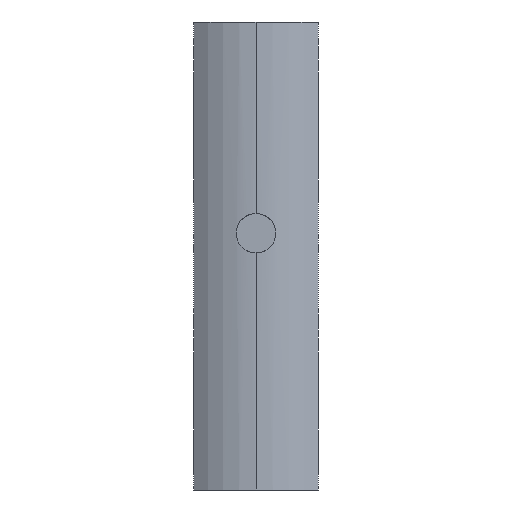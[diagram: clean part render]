
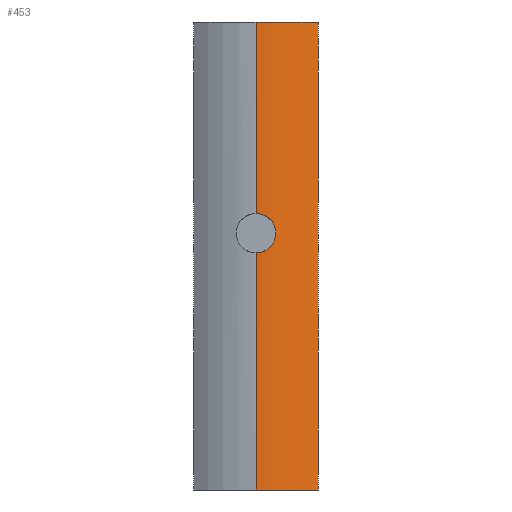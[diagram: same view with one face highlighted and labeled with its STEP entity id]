
A CAD part, left-side view. The second image highlights one B-rep face of the part: STEP entity #453.
In plain terms, the highlighted cylindrical face has radius 50 mm (diameter 100 mm), a partial arc.
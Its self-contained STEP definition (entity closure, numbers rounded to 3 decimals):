
#18 = EDGE_CURVE ( 'NONE', #277, #273, #1103, .T. ) ;
#273 = VERTEX_POINT ( 'NONE', #1736 ) ;
#277 = VERTEX_POINT ( 'NONE', #1727 ) ;
#444 = ORIENTED_EDGE ( 'NONE', *, *, #448, .F. ) ;
#445 = VERTEX_POINT ( 'NONE', #2098 ) ;
#446 = VERTEX_POINT ( 'NONE', #2097 ) ;
#448 = EDGE_CURVE ( 'NONE', #459, #445, #2096, .T. ) ;
#449 = EDGE_CURVE ( 'NONE', #457, #445, #2092, .T. ) ;
#451 = ORIENTED_EDGE ( 'NONE', *, *, #449, .T. ) ;
#452 = EDGE_CURVE ( 'NONE', #446, #459, #2079, .T. ) ;
#453 = ADVANCED_FACE ( 'NONE', ( #2074 ), #2073, .T. ) ;
#455 = ORIENTED_EDGE ( 'NONE', *, *, #452, .F. ) ;
#457 = VERTEX_POINT ( 'NONE', #2127 ) ;
#458 = ORIENTED_EDGE ( 'NONE', *, *, #18, .T. ) ;
#459 = VERTEX_POINT ( 'NONE', #2126 ) ;
#460 = ORIENTED_EDGE ( 'NONE', *, *, #461, .T. ) ;
#461 = EDGE_CURVE ( 'NONE', #273, #457, #2125, .T. ) ;
#463 = ORIENTED_EDGE ( 'NONE', *, *, #470, .T. ) ;
#468 = EDGE_LOOP ( 'NONE', ( #455, #463, #458, #460, #451, #444 ) ) ;
#470 = EDGE_CURVE ( 'NONE', #446, #277, #2116, .T. ) ;
#1093 = CARTESIAN_POINT ( 'NONE',  ( -49.693, -5.537, 131.726 ) ) ;
#1094 = CARTESIAN_POINT ( 'NONE',  ( -49.775, -4.763, 132.243 ) ) ;
#1095 = CARTESIAN_POINT ( 'NONE',  ( -49.825, -4.218, 132.535 ) ) ;
#1096 = CARTESIAN_POINT ( 'NONE',  ( -49.888, -3.356, 132.893 ) ) ;
#1097 = CARTESIAN_POINT ( 'NONE',  ( -49.907, -3.059, 132.999 ) ) ;
#1098 = CARTESIAN_POINT ( 'NONE',  ( -49.94, -2.461, 133.181 ) ) ;
#1099 = CARTESIAN_POINT ( 'NONE',  ( -49.954, -2.16, 133.256 ) ) ;
#1100 = CARTESIAN_POINT ( 'NONE',  ( -49.988, -1.248, 133.438 ) ) ;
#1101 = CARTESIAN_POINT ( 'NONE',  ( -50., -0.629, 133.5 ) ) ;
#1102 = CARTESIAN_POINT ( 'NONE',  ( -50., 0., 133.5 ) ) ;
#1103 = B_SPLINE_CURVE_WITH_KNOTS ( 'NONE', 3,
 ( #1102, #1101, #1100, #1099, #1098, #1097, #1096, #1095, #1094, #1093, #1166, #1165, #1164, #1163, #1162, #1161, #1160, #1159, #1158, #1157, #1156, #1155, #1154, #1153, #1152, #1151, #1150, #1149, #1148, #1147, #1146, #1145, #1144, #1143, #1142, #1141, #1140, #1139, #1138, #1137, #1136, #1135, #1134, #1133, #1132, #1131, #1130, #1129, #1128, #1127 ),
 .UNSPECIFIED., .F., .F.,
 ( 4, 2, 2, 2, 2, 2, 2, 2, 2, 2, 2, 2, 2, 2, 2, 2, 2, 2, 2, 2, 2, 2, 2, 2, 4 ),
 ( 0., 0.002, 0.003, 0.004, 0.006, 0.007, 0.007, 0.009, 0.01, 0.011, 0.012, 0.013, 0.015, 0.017, 0.019, 0.02, 0.02, 0.021, 0.022, 0.024, 0.025, 0.026, 0.028, 0.029, 0.03 ),
 .UNSPECIFIED. ) ;
#1127 = CARTESIAN_POINT ( 'NONE',  ( -50., 0., 114.5 ) ) ;
#1128 = CARTESIAN_POINT ( 'NONE',  ( -50., -0.31, 114.5 ) ) ;
#1129 = CARTESIAN_POINT ( 'NONE',  ( -49.997, -0.621, 114.515 ) ) ;
#1130 = CARTESIAN_POINT ( 'NONE',  ( -49.985, -1.245, 114.577 ) ) ;
#1131 = CARTESIAN_POINT ( 'NONE',  ( -49.977, -1.557, 114.623 ) ) ;
#1132 = CARTESIAN_POINT ( 'NONE',  ( -49.943, -2.472, 114.806 ) ) ;
#1133 = CARTESIAN_POINT ( 'NONE',  ( -49.909, -3.064, 114.986 ) ) ;
#1134 = CARTESIAN_POINT ( 'NONE',  ( -49.846, -3.926, 115.344 ) ) ;
#1135 = CARTESIAN_POINT ( 'NONE',  ( -49.823, -4.21, 115.478 ) ) ;
#1136 = CARTESIAN_POINT ( 'NONE',  ( -49.774, -4.76, 115.773 ) ) ;
#1137 = CARTESIAN_POINT ( 'NONE',  ( -49.747, -5.026, 115.933 ) ) ;
#1138 = CARTESIAN_POINT ( 'NONE',  ( -49.665, -5.797, 116.448 ) ) ;
#1139 = CARTESIAN_POINT ( 'NONE',  ( -49.607, -6.275, 116.84 ) ) ;
#1140 = CARTESIAN_POINT ( 'NONE',  ( -49.517, -6.938, 117.503 ) ) ;
#1141 = CARTESIAN_POINT ( 'NONE',  ( -49.487, -7.148, 117.735 ) ) ;
#1142 = CARTESIAN_POINT ( 'NONE',  ( -49.428, -7.541, 118.214 ) ) ;
#1143 = CARTESIAN_POINT ( 'NONE',  ( -49.4, -7.725, 118.462 ) ) ;
#1144 = CARTESIAN_POINT ( 'NONE',  ( -49.345, -8.069, 118.976 ) ) ;
#1145 = CARTESIAN_POINT ( 'NONE',  ( -49.319, -8.228, 119.241 ) ) ;
#1146 = CARTESIAN_POINT ( 'NONE',  ( -49.269, -8.522, 119.79 ) ) ;
#1147 = CARTESIAN_POINT ( 'NONE',  ( -49.245, -8.657, 120.075 ) ) ;
#1148 = CARTESIAN_POINT ( 'NONE',  ( -49.181, -9.015, 120.939 ) ) ;
#1149 = CARTESIAN_POINT ( 'NONE',  ( -49.147, -9.195, 121.532 ) ) ;
#1150 = CARTESIAN_POINT ( 'NONE',  ( -49.101, -9.438, 122.751 ) ) ;
#1151 = CARTESIAN_POINT ( 'NONE',  ( -49.089, -9.5, 123.382 ) ) ;
#1152 = CARTESIAN_POINT ( 'NONE',  ( -49.089, -9.5, 124.625 ) ) ;
#1153 = CARTESIAN_POINT ( 'NONE',  ( -49.101, -9.439, 125.242 ) ) ;
#1154 = CARTESIAN_POINT ( 'NONE',  ( -49.136, -9.256, 126.163 ) ) ;
#1155 = CARTESIAN_POINT ( 'NONE',  ( -49.15, -9.179, 126.468 ) ) ;
#1156 = CARTESIAN_POINT ( 'NONE',  ( -49.184, -8.998, 127.064 ) ) ;
#1157 = CARTESIAN_POINT ( 'NONE',  ( -49.203, -8.893, 127.355 ) ) ;
#1158 = CARTESIAN_POINT ( 'NONE',  ( -49.245, -8.656, 127.927 ) ) ;
#1159 = CARTESIAN_POINT ( 'NONE',  ( -49.268, -8.524, 128.206 ) ) ;
#1160 = CARTESIAN_POINT ( 'NONE',  ( -49.318, -8.231, 128.754 ) ) ;
#1161 = CARTESIAN_POINT ( 'NONE',  ( -49.345, -8.07, 129.023 ) ) ;
#1162 = CARTESIAN_POINT ( 'NONE',  ( -49.428, -7.549, 129.801 ) ) ;
#1163 = CARTESIAN_POINT ( 'NONE',  ( -49.487, -7.156, 130.279 ) ) ;
#1164 = CARTESIAN_POINT ( 'NONE',  ( -49.576, -6.501, 130.934 ) ) ;
#1165 = CARTESIAN_POINT ( 'NONE',  ( -49.606, -6.271, 131.143 ) ) ;
#1166 = CARTESIAN_POINT ( 'NONE',  ( -49.664, -5.789, 131.539 ) ) ;
#1727 = CARTESIAN_POINT ( 'NONE',  ( -50., 0., 133.5 ) ) ;
#1736 = CARTESIAN_POINT ( 'NONE',  ( -50., 0., 114.5 ) ) ;
#2072 = AXIS2_PLACEMENT_3D ( 'NONE', #2134, #2133, #2132 ) ;
#2073 = CYLINDRICAL_SURFACE ( 'NONE', #2072, 50. ) ;
#2074 = FACE_OUTER_BOUND ( 'NONE', #468, .T. ) ;
#2075 = DIRECTION ( 'NONE',  ( 1., 0., 0. ) ) ;
#2076 = DIRECTION ( 'NONE',  ( 0., 0., 1. ) ) ;
#2077 = CARTESIAN_POINT ( 'NONE',  ( 0., 0., 226. ) ) ;
#2078 = AXIS2_PLACEMENT_3D ( 'NONE', #2077, #2076, #2075 ) ;
#2079 = CIRCLE ( 'NONE', #2078, 50. ) ;
#2088 = DIRECTION ( 'NONE',  ( 1., 0., 0. ) ) ;
#2089 = DIRECTION ( 'NONE',  ( 0., 0., 1. ) ) ;
#2090 = CARTESIAN_POINT ( 'NONE',  ( 0., 0., 0. ) ) ;
#2091 = AXIS2_PLACEMENT_3D ( 'NONE', #2090, #2089, #2088 ) ;
#2092 = CIRCLE ( 'NONE', #2091, 50. ) ;
#2093 = DIRECTION ( 'NONE',  ( 0., 0., -1. ) ) ;
#2094 = VECTOR ( 'NONE', #2093, 1000. ) ;
#2095 = CARTESIAN_POINT ( 'NONE',  ( -40., -30., 226. ) ) ;
#2096 = LINE ( 'NONE', #2095, #2094 ) ;
#2097 = CARTESIAN_POINT ( 'NONE',  ( -50., 0., 226. ) ) ;
#2098 = CARTESIAN_POINT ( 'NONE',  ( -40., -30., 0. ) ) ;
#2113 = DIRECTION ( 'NONE',  ( 0., 0., -1. ) ) ;
#2114 = VECTOR ( 'NONE', #2113, 1000. ) ;
#2115 = CARTESIAN_POINT ( 'NONE',  ( -50., 0., 226. ) ) ;
#2116 = LINE ( 'NONE', #2115, #2114 ) ;
#2122 = DIRECTION ( 'NONE',  ( 0., 0., -1. ) ) ;
#2123 = VECTOR ( 'NONE', #2122, 1000. ) ;
#2124 = CARTESIAN_POINT ( 'NONE',  ( -50., 0., 226. ) ) ;
#2125 = LINE ( 'NONE', #2124, #2123 ) ;
#2126 = CARTESIAN_POINT ( 'NONE',  ( -40., -30., 226. ) ) ;
#2127 = CARTESIAN_POINT ( 'NONE',  ( -50., 0., 0. ) ) ;
#2132 = DIRECTION ( 'NONE',  ( -1., 0., 0. ) ) ;
#2133 = DIRECTION ( 'NONE',  ( 0., 0., -1. ) ) ;
#2134 = CARTESIAN_POINT ( 'NONE',  ( 0., 0., 226. ) ) ;
